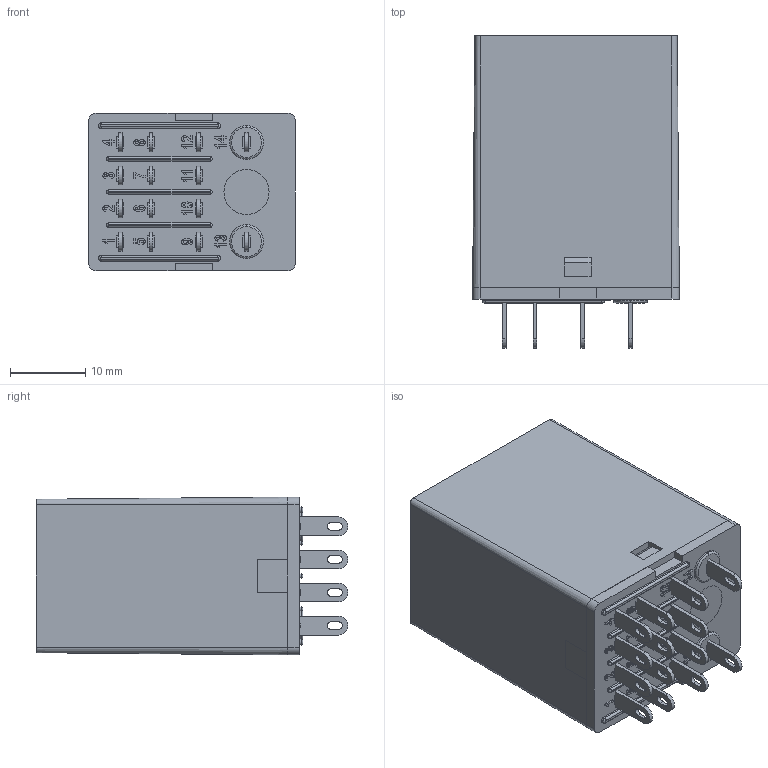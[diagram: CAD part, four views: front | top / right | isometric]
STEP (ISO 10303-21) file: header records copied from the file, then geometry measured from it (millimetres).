
FILE_DESCRIPTION (( 'STEP AP214' ), '1' );
FILE_NAME ('RP-4õõ.õL.STEP', '2020-07-01T03:03:59', ( 'Æåíÿ' ), ( '' ), 'SwSTEP 2.0', 'SolidWorks 2016', '' );
FILE_SCHEMA (( 'AUTOMOTIVE_DESIGN' ));
Length unit declared in the file: millimetre
Products named in the file (1): RP-4蘣.韽
Bounding box: 27.5 x 41.5 x 21 mm (x, y, z)
Volume: 6430.4 mm3; surface area: 9620.2 mm2
Topology: 18 solids, 18 shells, 581 faces, 1460 edges, 964 vertices
Faces by surface type: plane 367, bspline 119, cylinder 77, torus 14, cone 4
Entity records: 24126 total; most frequent: CARTESIAN_POINT 9581, ORIENTED_EDGE 2920, DIRECTION 2328, EDGE_CURVE 1460, LINE 1042, VECTOR 1042, VERTEX_POINT 964, EDGE_LOOP 664
